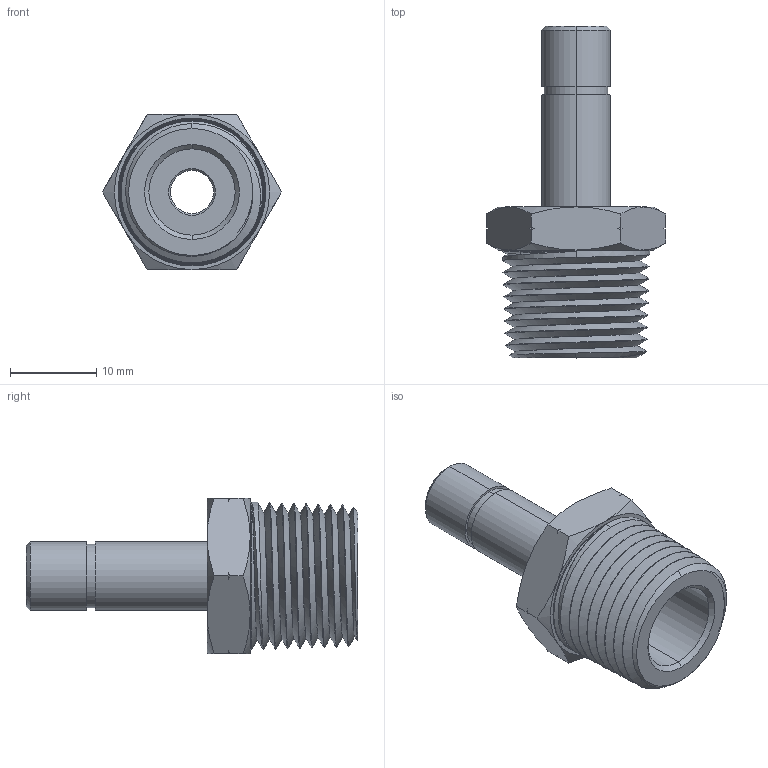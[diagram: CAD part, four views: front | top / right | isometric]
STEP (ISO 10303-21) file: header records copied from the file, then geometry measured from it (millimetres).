
FILE_DESCRIPTION (( 'STEP AP214' ), '1' );
FILE_NAME ('TAS5-16N3-8.STEP', '2018-07-30T19:37:29', ( '' ), ( '' ), 'SwSTEP 2.0', 'SolidWorks 2016', '' );
FILE_SCHEMA (( 'AUTOMOTIVE_DESIGN' ));
Length unit declared in the file: millimetre
Products named in the file (1): TAS5-16N3-8
Bounding box: 20.78 x 38.5 x 18 mm (x, y, z)
Volume: 3146.9 mm3; surface area: 3275.4 mm2
Topology: 1 solids, 1 shells, 81 faces, 198 edges, 124 vertices
Faces by surface type: cone 52, plane 13, cylinder 10, bspline 6
Entity records: 7068 total; most frequent: CARTESIAN_POINT 4397, ORIENTED_EDGE 396, DIRECTION 308, EDGE_CURVE 198, AXIS2_PLACEMENT_3D 128, VERTEX_POINT 124, B_SPLINE_CURVE_WITH_KNOTS 94, EDGE_LOOP 88
